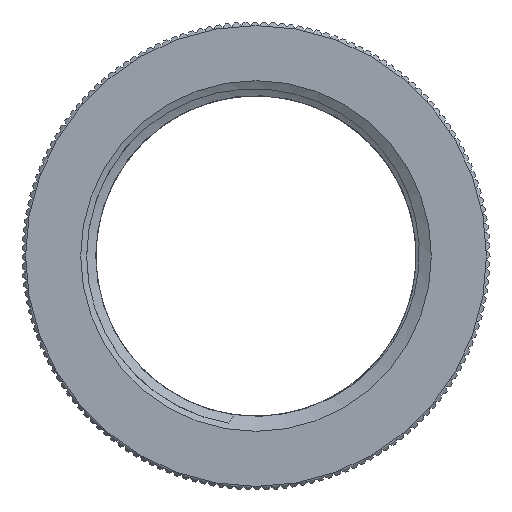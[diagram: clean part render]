
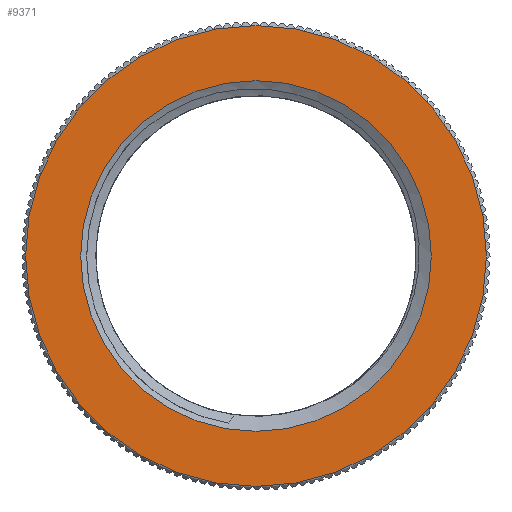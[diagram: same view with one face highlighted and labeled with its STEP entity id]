
A CAD part, left-side view. The second image highlights one B-rep face of the part: STEP entity #9371.
In plain terms, the highlighted planar face has unit normal (-1, 0, 0).
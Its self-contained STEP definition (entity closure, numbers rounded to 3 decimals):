
#1466=PLANE('',#10849);
#1475=FACE_BOUND('',#2479,.T.);
#1973=FACE_OUTER_BOUND('',#2478,.T.);
#2478=EDGE_LOOP('',(#8386));
#2479=EDGE_LOOP('',(#8387));
#2487=CIRCLE('',#9386,14.671);
#3459=CIRCLE('',#10847,19.28);
#3479=VERTEX_POINT('',#14311);
#4456=VERTEX_POINT('',#19374);
#4462=EDGE_CURVE('',#3479,#3479,#2487,.T.);
#5927=EDGE_CURVE('',#4456,#4456,#3459,.T.);
#8386=ORIENTED_EDGE('',*,*,#5927,.F.);
#8387=ORIENTED_EDGE('',*,*,#4462,.T.);
#9371=ADVANCED_FACE('',(#1973,#1475),#1466,.T.);
#9386=AXIS2_PLACEMENT_3D('',#14312,#10863,#10864);
#10847=AXIS2_PLACEMENT_3D('',#19375,#14265,#14266);
#10849=AXIS2_PLACEMENT_3D('',#19377,#14269,#14270);
#10863=DIRECTION('center_axis',(1.,0.,0.));
#10864=DIRECTION('ref_axis',(0.,1.,0.));
#14265=DIRECTION('center_axis',(1.,0.,0.));
#14266=DIRECTION('ref_axis',(0.,0.,-1.));
#14269=DIRECTION('center_axis',(-1.,0.,0.));
#14270=DIRECTION('ref_axis',(0.,0.,1.));
#14311=CARTESIAN_POINT('',(-11.5,14.671,0.));
#14312=CARTESIAN_POINT('Origin',(-11.5,0.,0.));
#19374=CARTESIAN_POINT('',(-11.5,19.28,0.));
#19375=CARTESIAN_POINT('Origin',(-11.5,0.,0.));
#19377=CARTESIAN_POINT('Origin',(-11.5,19.28,0.));
